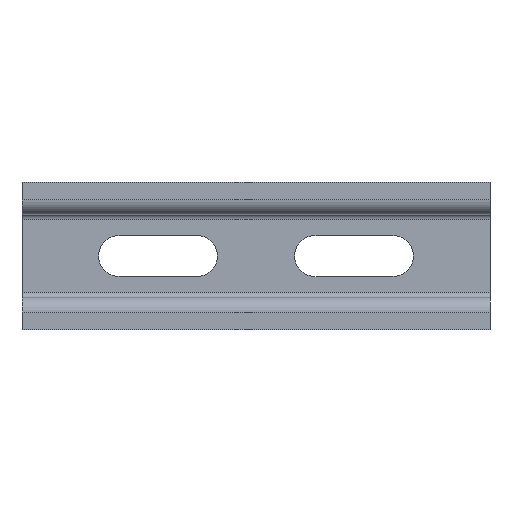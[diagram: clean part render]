
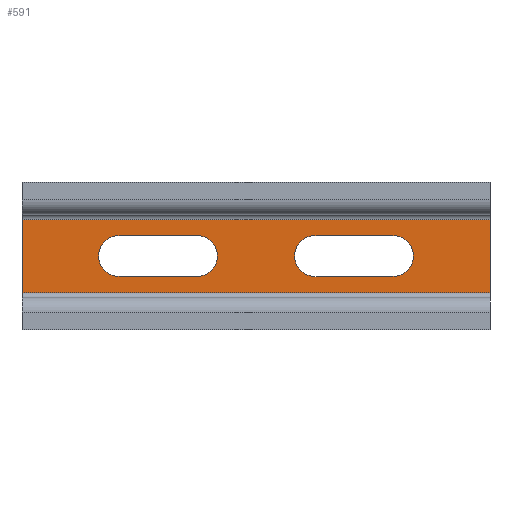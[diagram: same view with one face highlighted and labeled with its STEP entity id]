
A CAD part, top view. The second image highlights one B-rep face of the part: STEP entity #591.
In plain terms, the highlighted planar face has unit normal (0, 0, 1).
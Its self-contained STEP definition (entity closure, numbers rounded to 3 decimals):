
#17=FACE_BOUND('',#90,.T.);
#18=FACE_BOUND('',#91,.T.);
#57=FACE_OUTER_BOUND('',#89,.T.);
#89=EDGE_LOOP('',(#523,#524,#525,#526));
#90=EDGE_LOOP('',(#527,#528,#529,#530));
#91=EDGE_LOOP('',(#531,#532,#533,#534));
#115=CIRCLE('',#649,2.1);
#116=CIRCLE('',#652,2.1);
#117=CIRCLE('',#655,2.1);
#118=CIRCLE('',#658,2.1);
#122=LINE('',#853,#182);
#140=LINE('',#914,#200);
#158=LINE('',#962,#218);
#162=LINE('',#971,#222);
#164=LINE('',#978,#224);
#168=LINE('',#987,#228);
#175=LINE('',#1002,#235);
#176=LINE('',#1004,#236);
#182=VECTOR('',#680,10.);
#200=VECTOR('',#724,10.);
#218=VECTOR('',#776,10.);
#222=VECTOR('',#786,10.);
#224=VECTOR('',#794,10.);
#228=VECTOR('',#804,10.);
#235=VECTOR('',#827,10.);
#236=VECTOR('',#830,10.);
#244=VERTEX_POINT('',#850);
#245=VERTEX_POINT('',#852);
#274=VERTEX_POINT('',#911);
#275=VERTEX_POINT('',#913);
#287=VERTEX_POINT('',#960);
#288=VERTEX_POINT('',#961);
#289=VERTEX_POINT('',#966);
#290=VERTEX_POINT('',#970);
#291=VERTEX_POINT('',#976);
#292=VERTEX_POINT('',#977);
#293=VERTEX_POINT('',#982);
#294=VERTEX_POINT('',#986);
#300=EDGE_CURVE('',#245,#244,#122,.T.);
#330=EDGE_CURVE('',#275,#274,#140,.T.);
#354=EDGE_CURVE('',#287,#288,#158,.T.);
#357=EDGE_CURVE('',#288,#289,#115,.T.);
#359=EDGE_CURVE('',#289,#290,#162,.T.);
#361=EDGE_CURVE('',#290,#287,#116,.T.);
#362=EDGE_CURVE('',#291,#292,#164,.T.);
#365=EDGE_CURVE('',#292,#293,#117,.T.);
#367=EDGE_CURVE('',#293,#294,#168,.T.);
#369=EDGE_CURVE('',#294,#291,#118,.T.);
#375=EDGE_CURVE('',#244,#275,#175,.T.);
#376=EDGE_CURVE('',#245,#274,#176,.T.);
#523=ORIENTED_EDGE('',*,*,#300,.T.);
#524=ORIENTED_EDGE('',*,*,#375,.T.);
#525=ORIENTED_EDGE('',*,*,#330,.T.);
#526=ORIENTED_EDGE('',*,*,#376,.F.);
#527=ORIENTED_EDGE('',*,*,#359,.T.);
#528=ORIENTED_EDGE('',*,*,#361,.T.);
#529=ORIENTED_EDGE('',*,*,#354,.T.);
#530=ORIENTED_EDGE('',*,*,#357,.T.);
#531=ORIENTED_EDGE('',*,*,#367,.T.);
#532=ORIENTED_EDGE('',*,*,#369,.T.);
#533=ORIENTED_EDGE('',*,*,#362,.T.);
#534=ORIENTED_EDGE('',*,*,#365,.T.);
#563=PLANE('',#665);
#591=ADVANCED_FACE('',(#57,#17,#18),#563,.T.);
#649=AXIS2_PLACEMENT_3D('',#967,#781,#782);
#652=AXIS2_PLACEMENT_3D('',#974,#790,#791);
#655=AXIS2_PLACEMENT_3D('',#983,#799,#800);
#658=AXIS2_PLACEMENT_3D('',#990,#808,#809);
#665=AXIS2_PLACEMENT_3D('',#1003,#828,#829);
#680=DIRECTION('',(0.,-1.,0.));
#724=DIRECTION('',(0.,1.,0.));
#776=DIRECTION('',(-1.,0.,0.));
#781=DIRECTION('center_axis',(0.,0.,-1.));
#782=DIRECTION('ref_axis',(0.,1.,0.));
#786=DIRECTION('',(1.,0.,0.));
#790=DIRECTION('center_axis',(0.,0.,-1.));
#791=DIRECTION('ref_axis',(0.,-1.,0.));
#794=DIRECTION('',(-1.,0.,0.));
#799=DIRECTION('center_axis',(0.,0.,-1.));
#800=DIRECTION('ref_axis',(0.,1.,0.));
#804=DIRECTION('',(1.,0.,0.));
#808=DIRECTION('center_axis',(0.,0.,-1.));
#809=DIRECTION('ref_axis',(0.,-1.,0.));
#827=DIRECTION('',(1.,0.,0.));
#828=DIRECTION('center_axis',(0.,0.,1.));
#829=DIRECTION('ref_axis',(1.,0.,0.));
#830=DIRECTION('',(1.,0.,0.));
#850=CARTESIAN_POINT('',(476.,-3.75,1.));
#852=CARTESIAN_POINT('',(476.,3.75,1.));
#853=CARTESIAN_POINT('',(476.,52.804,1.));
#911=CARTESIAN_POINT('',(524.,3.75,1.));
#913=CARTESIAN_POINT('',(524.,-3.75,1.));
#914=CARTESIAN_POINT('',(524.,-60.123,1.));
#960=CARTESIAN_POINT('',(514.05,-2.1,1.));
#961=CARTESIAN_POINT('',(506.05,-2.1,1.));
#962=CARTESIAN_POINT('',(257.025,-2.1,1.));
#966=CARTESIAN_POINT('',(506.05,2.1,1.));
#967=CARTESIAN_POINT('Origin',(506.05,0.,1.));
#970=CARTESIAN_POINT('',(514.05,2.1,1.));
#971=CARTESIAN_POINT('',(253.025,2.1,1.));
#974=CARTESIAN_POINT('Origin',(514.05,0.,1.));
#976=CARTESIAN_POINT('',(493.95,-2.1,1.));
#977=CARTESIAN_POINT('',(485.95,-2.1,1.));
#978=CARTESIAN_POINT('',(246.975,-2.1,1.));
#982=CARTESIAN_POINT('',(485.95,2.1,1.));
#983=CARTESIAN_POINT('Origin',(485.95,0.,1.));
#986=CARTESIAN_POINT('',(493.95,2.1,1.));
#987=CARTESIAN_POINT('',(242.975,2.1,1.));
#990=CARTESIAN_POINT('Origin',(493.95,0.,1.));
#1002=CARTESIAN_POINT('',(0.,-3.75,1.));
#1003=CARTESIAN_POINT('Origin',(0.,-3.75,1.));
#1004=CARTESIAN_POINT('',(0.,3.75,1.));
